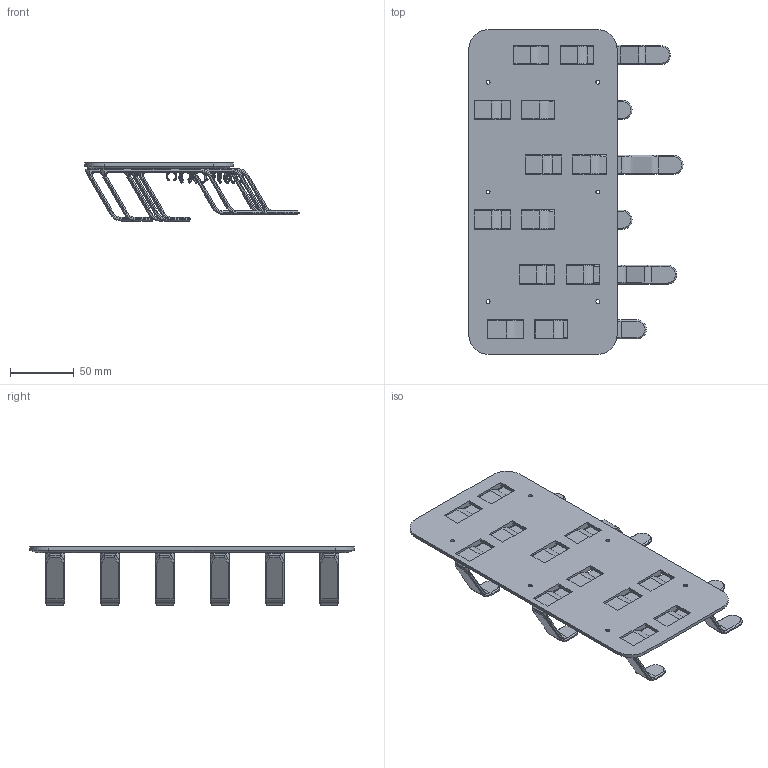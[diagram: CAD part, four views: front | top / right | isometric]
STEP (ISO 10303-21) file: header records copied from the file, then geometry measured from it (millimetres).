
FILE_DESCRIPTION(/* description */ (''),/* implementation_level */ '2;1');
FILE_NAME(/* name */ 'VERSION3-largel-upright-hook.stp',/* time_stamp */ '2025-02-16T17:57:19Z',/* author */ ('iwheard'),/* organization */ (''),/* preprocessor_version */ 'ST-DEVELOPER v20',/* originating_system */ 'Autodesk Inventor 2024',/* authorisation */ '');
FILE_SCHEMA (('AUTOMOTIVE_DESIGN { 1 0 10303 214 3 1 1 }'));
Length unit declared in the file: millimetre
Products named in the file (3): VERSION3-largel-upright-hook; backplate-0; cable-hanger-dual-large
Assembly tree (7 placements, depth 2):
  VERSION3-largel-upright-hook
    backplate-0
    cable-hanger-dual-large  x6
Bounding box: 167.73 x 254 x 45.5 mm (x, y, z)
Volume: 169783.2 mm3; surface area: 109210.7 mm2
Topology: 7 solids, 7 shells, 1296 faces, 3406 edges, 2116 vertices
Faces by surface type: plane 628, cone 370, cylinder 214, bspline 84
Full cylindrical faces by diameter (mm): 3.1 x6
Entity records: 11448 total; most frequent: CARTESIAN_POINT 2636, ORIENTED_EDGE 1872, DIRECTION 1692, EDGE_CURVE 936, LINE 656, VECTOR 656, VERTEX_POINT 596, AXIS2_PLACEMENT_3D 518
